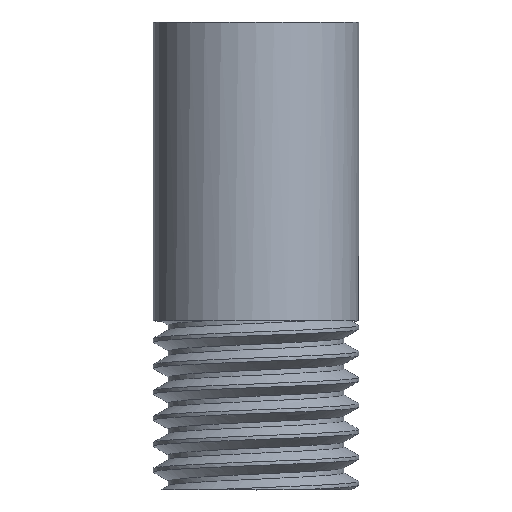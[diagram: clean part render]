
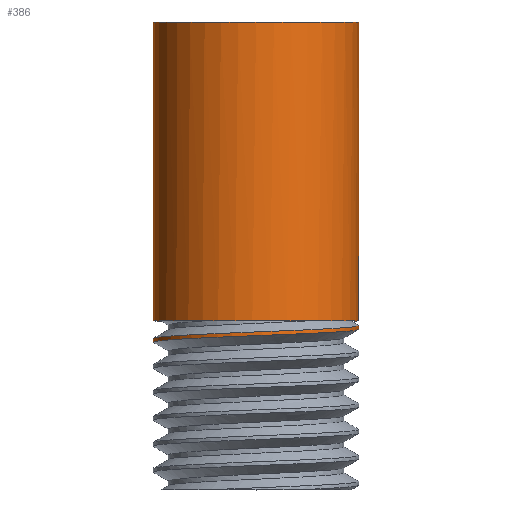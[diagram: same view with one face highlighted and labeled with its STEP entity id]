
A CAD part, top view. The second image highlights one B-rep face of the part: STEP entity #386.
In plain terms, the highlighted cylindrical face has radius 7.911 mm (diameter 15.822 mm), a full revolution.
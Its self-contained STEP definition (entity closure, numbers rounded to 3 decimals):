
#25=FACE_OUTER_BOUND('',#48,.T.);
#48=EDGE_LOOP('',(#250,#251,#252,#253,#254,#255,#256,#257));
#74=CIRCLE('',#424,7.911);
#75=CIRCLE('',#425,7.911);
#76=CIRCLE('',#426,7.911);
#84=B_SPLINE_CURVE_WITH_KNOTS('',3,(#540,#541,#542,#543,#544,#545,#546,
#547,#548,#549,#550,#551,#552,#553,#554,#555,#556,#557,#558,#559,#560,#561,
#562,#563,#564,#565,#566,#567,#568,#569,#570,#571,#572,#573),
 .UNSPECIFIED.,.F.,.F.,(4,3,3,3,3,3,3,3,3,3,3,4),(-7.235,-6.986,
-6.487,-5.988,-5.489,-4.99,
-4.491,-3.992,-3.493,-2.994,
-2.495,-2.075),.UNSPECIFIED.);
#85=B_SPLINE_CURVE_WITH_KNOTS('',3,(#581,#582,#583,#584,#585,#586,#587,
#588,#589,#590,#591,#592,#593,#594,#595,#596,#597,#598,#599,#600,#601,#602,
#603,#604,#605,#606,#607,#608),.UNSPECIFIED.,.F.,.F.,(4,3,3,3,3,3,3,3,3,
4),(0.,0.499,0.998,1.497,1.996,
2.495,2.994,3.493,3.992,4.265),
 .UNSPECIFIED.);
#118=LINE('',#538,#134);
#119=LINE('',#577,#135);
#134=VECTOR('',#458,8.);
#135=VECTOR('',#461,8.);
#150=VERTEX_POINT('',#536);
#151=VERTEX_POINT('',#537);
#152=VERTEX_POINT('',#539);
#153=VERTEX_POINT('',#574);
#154=VERTEX_POINT('',#576);
#155=VERTEX_POINT('',#579);
#190=EDGE_CURVE('',#150,#151,#118,.T.);
#191=EDGE_CURVE('',#150,#152,#84,.T.);
#192=EDGE_CURVE('',#152,#153,#74,.T.);
#193=EDGE_CURVE('',#153,#154,#119,.T.);
#194=EDGE_CURVE('',#154,#154,#75,.T.);
#195=EDGE_CURVE('',#153,#155,#76,.T.);
#196=EDGE_CURVE('',#155,#151,#85,.T.);
#250=ORIENTED_EDGE('',*,*,#190,.F.);
#251=ORIENTED_EDGE('',*,*,#191,.T.);
#252=ORIENTED_EDGE('',*,*,#192,.T.);
#253=ORIENTED_EDGE('',*,*,#193,.T.);
#254=ORIENTED_EDGE('',*,*,#194,.T.);
#255=ORIENTED_EDGE('',*,*,#193,.F.);
#256=ORIENTED_EDGE('',*,*,#195,.T.);
#257=ORIENTED_EDGE('',*,*,#196,.T.);
#370=CYLINDRICAL_SURFACE('',#423,7.911);
#386=ADVANCED_FACE('',(#25),#370,.T.);
#423=AXIS2_PLACEMENT_3D('',#535,#456,#457);
#424=AXIS2_PLACEMENT_3D('',#575,#459,#460);
#425=AXIS2_PLACEMENT_3D('',#578,#462,#463);
#426=AXIS2_PLACEMENT_3D('',#580,#464,#465);
#456=DIRECTION('center_axis',(0.,-1.,0.));
#457=DIRECTION('ref_axis',(1.,0.,0.));
#458=DIRECTION('',(0.,1.,0.));
#459=DIRECTION('center_axis',(0.,1.,0.));
#460=DIRECTION('ref_axis',(1.,0.,0.));
#461=DIRECTION('',(0.,1.,0.));
#462=DIRECTION('center_axis',(0.,-1.,0.));
#463=DIRECTION('ref_axis',(1.,0.,0.));
#464=DIRECTION('center_axis',(0.,1.,0.));
#465=DIRECTION('ref_axis',(1.,0.,0.));
#535=CARTESIAN_POINT('Origin',(0.,18.,0.));
#536=CARTESIAN_POINT('',(-7.91,11.358,0.));
#537=CARTESIAN_POINT('',(-7.91,11.642,0.));
#538=CARTESIAN_POINT('',(-7.911,18.,0.));
#539=CARTESIAN_POINT('',(-3.421,13.,-7.133));
#540=CARTESIAN_POINT('Ctrl Pts',(-7.91,11.358,0.));
#541=CARTESIAN_POINT('Ctrl Pts',(-7.91,11.384,0.655));
#542=CARTESIAN_POINT('Ctrl Pts',(-7.83,11.41,1.31));
#543=CARTESIAN_POINT('Ctrl Pts',(-7.669,11.437,1.944));
#544=CARTESIAN_POINT('Ctrl Pts',(-7.346,11.49,3.219));
#545=CARTESIAN_POINT('Ctrl Pts',(-6.698,11.543,4.412));
#546=CARTESIAN_POINT('Ctrl Pts',(-5.804,11.596,5.377));
#547=CARTESIAN_POINT('Ctrl Pts',(-4.91,11.648,6.342));
#548=CARTESIAN_POINT('Ctrl Pts',(-3.769,11.701,7.079));
#549=CARTESIAN_POINT('Ctrl Pts',(-2.523,11.754,7.499));
#550=CARTESIAN_POINT('Ctrl Pts',(-1.276,11.807,7.918));
#551=CARTESIAN_POINT('Ctrl Pts',(0.078,11.86,8.02));
#552=CARTESIAN_POINT('Ctrl Pts',(1.374,11.913,7.792));
#553=CARTESIAN_POINT('Ctrl Pts',(2.669,11.966,7.563));
#554=CARTESIAN_POINT('Ctrl Pts',(3.907,12.019,7.005));
#555=CARTESIAN_POINT('Ctrl Pts',(4.935,12.072,6.184));
#556=CARTESIAN_POINT('Ctrl Pts',(5.963,12.125,5.363));
#557=CARTESIAN_POINT('Ctrl Pts',(6.782,12.178,4.281));
#558=CARTESIAN_POINT('Ctrl Pts',(7.293,12.231,3.068));
#559=CARTESIAN_POINT('Ctrl Pts',(7.803,12.284,1.856));
#560=CARTESIAN_POINT('Ctrl Pts',(8.004,12.337,0.513));
#561=CARTESIAN_POINT('Ctrl Pts',(7.872,12.39,-0.796));
#562=CARTESIAN_POINT('Ctrl Pts',(7.739,12.443,-2.105));
#563=CARTESIAN_POINT('Ctrl Pts',(7.273,12.496,-3.38));
#564=CARTESIAN_POINT('Ctrl Pts',(6.531,12.549,-4.466));
#565=CARTESIAN_POINT('Ctrl Pts',(5.788,12.602,-5.552));
#566=CARTESIAN_POINT('Ctrl Pts',(4.769,12.654,-6.449));
#567=CARTESIAN_POINT('Ctrl Pts',(3.597,12.707,-7.047));
#568=CARTESIAN_POINT('Ctrl Pts',(2.425,12.76,-7.645));
#569=CARTESIAN_POINT('Ctrl Pts',(1.101,12.813,-7.944));
#570=CARTESIAN_POINT('Ctrl Pts',(-0.214,12.866,-7.909));
#571=CARTESIAN_POINT('Ctrl Pts',(-1.321,12.911,-7.879));
#572=CARTESIAN_POINT('Ctrl Pts',(-2.422,12.955,-7.611));
#573=CARTESIAN_POINT('Ctrl Pts',(-3.421,13.,-7.133));
#574=CARTESIAN_POINT('',(-7.911,13.,0.));
#575=CARTESIAN_POINT('Origin',(0.,13.,0.));
#576=CARTESIAN_POINT('',(-7.911,36.,0.));
#577=CARTESIAN_POINT('',(-7.911,18.,0.));
#578=CARTESIAN_POINT('Origin',(0.,36.,0.));
#579=CARTESIAN_POINT('',(3.421,13.,-7.133));
#580=CARTESIAN_POINT('Origin',(0.,13.,0.));
#581=CARTESIAN_POINT('Ctrl Pts',(3.421,13.,-7.133));
#582=CARTESIAN_POINT('Ctrl Pts',(4.607,12.947,-6.564));
#583=CARTESIAN_POINT('Ctrl Pts',(5.648,12.894,-5.694));
#584=CARTESIAN_POINT('Ctrl Pts',(6.418,12.841,-4.627));
#585=CARTESIAN_POINT('Ctrl Pts',(7.187,12.788,-3.56));
#586=CARTESIAN_POINT('Ctrl Pts',(7.685,12.735,-2.296));
#587=CARTESIAN_POINT('Ctrl Pts',(7.849,12.682,-0.991));
#588=CARTESIAN_POINT('Ctrl Pts',(8.014,12.629,0.314));
#589=CARTESIAN_POINT('Ctrl Pts',(7.846,12.576,1.661));
#590=CARTESIAN_POINT('Ctrl Pts',(7.366,12.523,2.886));
#591=CARTESIAN_POINT('Ctrl Pts',(6.887,12.471,4.111));
#592=CARTESIAN_POINT('Ctrl Pts',(6.095,12.418,5.214));
#593=CARTESIAN_POINT('Ctrl Pts',(5.087,12.365,6.06));
#594=CARTESIAN_POINT('Ctrl Pts',(4.079,12.312,6.905));
#595=CARTESIAN_POINT('Ctrl Pts',(2.856,12.259,7.494));
#596=CARTESIAN_POINT('Ctrl Pts',(1.567,12.206,7.755));
#597=CARTESIAN_POINT('Ctrl Pts',(0.277,12.153,8.016));
#598=CARTESIAN_POINT('Ctrl Pts',(-1.079,12.1,7.947));
#599=CARTESIAN_POINT('Ctrl Pts',(-2.336,12.047,7.559));
#600=CARTESIAN_POINT('Ctrl Pts',(-3.593,11.994,7.171));
#601=CARTESIAN_POINT('Ctrl Pts',(-4.75,11.941,6.462));
#602=CARTESIAN_POINT('Ctrl Pts',(-5.668,11.888,5.52));
#603=CARTESIAN_POINT('Ctrl Pts',(-6.586,11.835,4.577));
#604=CARTESIAN_POINT('Ctrl Pts',(-7.264,11.782,3.401));
#605=CARTESIAN_POINT('Ctrl Pts',(-7.619,11.729,2.134));
#606=CARTESIAN_POINT('Ctrl Pts',(-7.813,11.7,1.441));
#607=CARTESIAN_POINT('Ctrl Pts',(-7.91,11.671,0.72));
#608=CARTESIAN_POINT('Ctrl Pts',(-7.91,11.642,0.));
